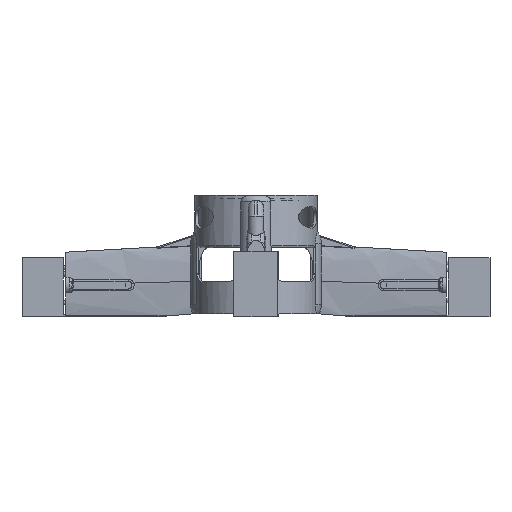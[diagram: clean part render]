
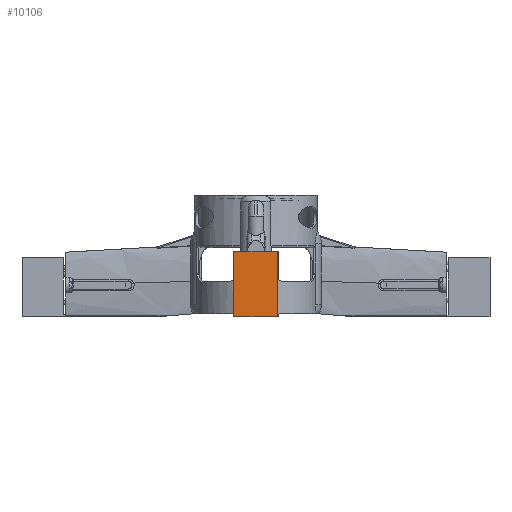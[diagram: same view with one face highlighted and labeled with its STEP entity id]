
A CAD part, left-side view. The second image highlights one B-rep face of the part: STEP entity #10106.
In plain terms, the highlighted planar face has unit normal (-1, 0, 0).
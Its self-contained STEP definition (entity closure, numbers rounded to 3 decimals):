
#553=LINE('',#19106,#1188);
#554=LINE('',#19109,#1189);
#555=LINE('',#19111,#1190);
#556=LINE('',#19112,#1191);
#1188=VECTOR('',#12462,10.);
#1189=VECTOR('',#12465,10.);
#1190=VECTOR('',#12466,10.);
#1191=VECTOR('',#12467,10.);
#1652=PLANE('',#10893);
#1948=FACE_OUTER_BOUND('',#2522,.T.);
#2522=EDGE_LOOP('',(#7574,#7575,#7576,#7577));
#4409=VERTEX_POINT('',#19102);
#4410=VERTEX_POINT('',#19104);
#4411=VERTEX_POINT('',#19108);
#4412=VERTEX_POINT('',#19110);
#5639=EDGE_CURVE('',#4409,#4410,#553,.T.);
#5640=EDGE_CURVE('',#4411,#4409,#554,.F.);
#5641=EDGE_CURVE('',#4412,#4410,#555,.F.);
#5642=EDGE_CURVE('',#4411,#4412,#556,.F.);
#7574=ORIENTED_EDGE('',*,*,#5640,.T.);
#7575=ORIENTED_EDGE('',*,*,#5639,.T.);
#7576=ORIENTED_EDGE('',*,*,#5641,.F.);
#7577=ORIENTED_EDGE('',*,*,#5642,.F.);
#10106=ADVANCED_FACE('',(#1948),#1652,.T.);
#10893=AXIS2_PLACEMENT_3D('',#19107,#12463,#12464);
#12462=DIRECTION('',(0.,1.,0.));
#12463=DIRECTION('center_axis',(-1.,0.,0.));
#12464=DIRECTION('ref_axis',(0.,0.,1.));
#12465=DIRECTION('',(0.,0.,-1.));
#12466=DIRECTION('',(0.,0.,-1.));
#12467=DIRECTION('',(0.,-1.,0.));
#19102=CARTESIAN_POINT('',(-107.9,-9.802,-129.49));
#19104=CARTESIAN_POINT('',(-107.9,10.198,-129.49));
#19106=CARTESIAN_POINT('',(-107.9,-9.802,-129.49));
#19107=CARTESIAN_POINT('Origin',(-107.9,-9.802,-159.49));
#19108=CARTESIAN_POINT('',(-107.9,-9.802,-159.49));
#19109=CARTESIAN_POINT('',(-107.9,-9.802,-151.99));
#19110=CARTESIAN_POINT('',(-107.9,10.198,-159.49));
#19111=CARTESIAN_POINT('',(-107.9,10.198,-151.99));
#19112=CARTESIAN_POINT('',(-107.9,-18.838,-159.49));
